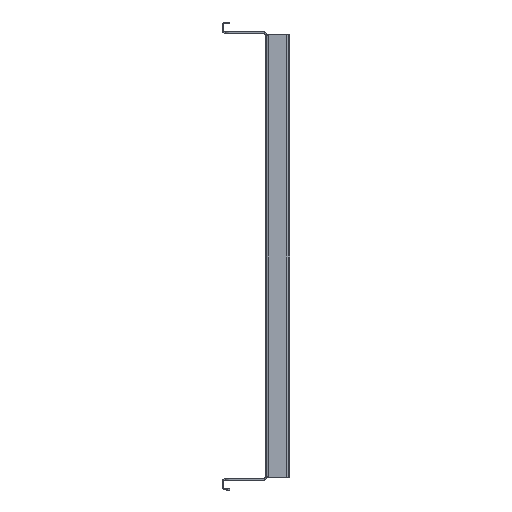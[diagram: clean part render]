
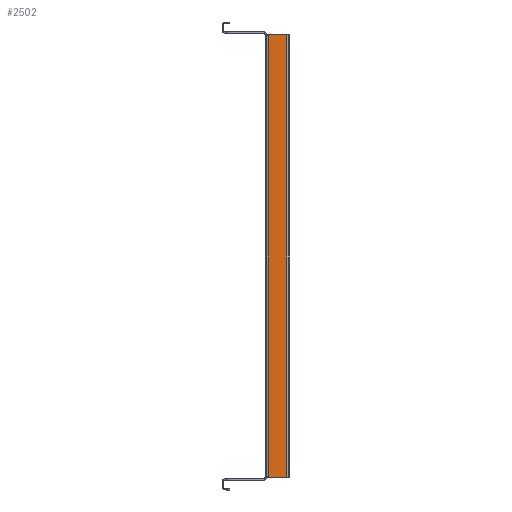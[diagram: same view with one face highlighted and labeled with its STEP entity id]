
A CAD part, left-side view. The second image highlights one B-rep face of the part: STEP entity #2502.
In plain terms, the highlighted planar face has unit normal (-1, 0, 0).
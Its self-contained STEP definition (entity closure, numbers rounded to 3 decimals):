
#389 = LINE ( 'NONE', #17421, #17359 ) ;
#823 = CARTESIAN_POINT ( 'NONE',  ( -580., -4., 293. ) ) ;
#2502 = ADVANCED_FACE ( 'NONE', ( #19998 ), #17286, .T. ) ;
#3247 = VERTEX_POINT ( 'NONE', #26310 ) ;
#3994 = CARTESIAN_POINT ( 'NONE',  ( -580., 0., 293. ) ) ;
#4771 = VERTEX_POINT ( 'NONE', #9393 ) ;
#5111 = CARTESIAN_POINT ( 'NONE',  ( -580., 0., -293. ) ) ;
#5503 = CARTESIAN_POINT ( 'NONE',  ( -580., 0., 0. ) ) ;
#8362 = EDGE_CURVE ( 'NONE', #15277, #4771, #17372, .T. ) ;
#8614 = CARTESIAN_POINT ( 'NONE',  ( -580., -4., 0. ) ) ;
#8936 = DIRECTION ( 'NONE',  ( 0., 1., 0. ) ) ;
#9393 = CARTESIAN_POINT ( 'NONE',  ( -580., -29., -293. ) ) ;
#12160 = AXIS2_PLACEMENT_3D ( 'NONE', #5503, #22379, #29712 ) ;
#15277 = VERTEX_POINT ( 'NONE', #16806 ) ;
#15895 = EDGE_CURVE ( 'NONE', #19839, #15277, #16249, .T. ) ;
#16249 = LINE ( 'NONE', #8614, #18305 ) ;
#16806 = CARTESIAN_POINT ( 'NONE',  ( -580., -4., -293. ) ) ;
#17286 = PLANE ( 'NONE',  #12160 ) ;
#17359 = VECTOR ( 'NONE', #22515, 1000. ) ;
#17372 = LINE ( 'NONE', #5111, #18299 ) ;
#17421 = CARTESIAN_POINT ( 'NONE',  ( -580., -29., -293. ) ) ;
#17526 = DIRECTION ( 'NONE',  ( 0., -1., 0. ) ) ;
#18210 = EDGE_CURVE ( 'NONE', #4771, #3247, #389, .T. ) ;
#18299 = VECTOR ( 'NONE', #17526, 1000. ) ;
#18305 = VECTOR ( 'NONE', #23579, 1000. ) ;
#18867 = ORIENTED_EDGE ( 'NONE', *, *, #18210, .T. ) ;
#19839 = VERTEX_POINT ( 'NONE', #823 ) ;
#19998 = FACE_OUTER_BOUND ( 'NONE', #20271, .T. ) ;
#20271 = EDGE_LOOP ( 'NONE', ( #30532, #18867, #20936, #28979 ) ) ;
#20936 = ORIENTED_EDGE ( 'NONE', *, *, #29892, .T. ) ;
#22379 = DIRECTION ( 'NONE',  ( -1., 0., 0. ) ) ;
#22515 = DIRECTION ( 'NONE',  ( 0., 0., 1. ) ) ;
#23106 = VECTOR ( 'NONE', #8936, 1000. ) ;
#23579 = DIRECTION ( 'NONE',  ( 0., 0., -1. ) ) ;
#25808 = LINE ( 'NONE', #3994, #23106 ) ;
#26310 = CARTESIAN_POINT ( 'NONE',  ( -580., -29., 293. ) ) ;
#28979 = ORIENTED_EDGE ( 'NONE', *, *, #15895, .T. ) ;
#29712 = DIRECTION ( 'NONE',  ( 0., 0., 1. ) ) ;
#29892 = EDGE_CURVE ( 'NONE', #3247, #19839, #25808, .T. ) ;
#30532 = ORIENTED_EDGE ( 'NONE', *, *, #8362, .T. ) ;
